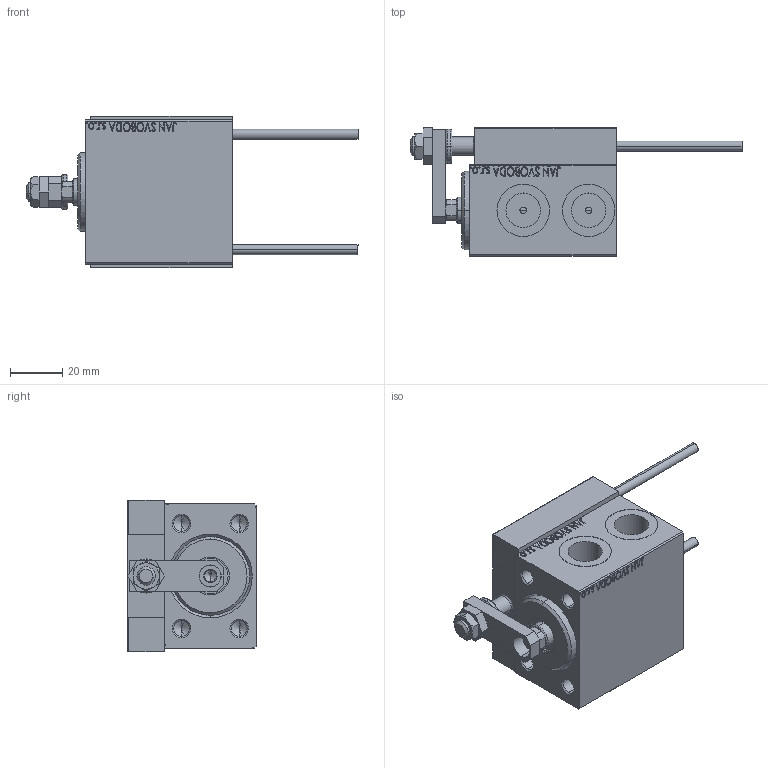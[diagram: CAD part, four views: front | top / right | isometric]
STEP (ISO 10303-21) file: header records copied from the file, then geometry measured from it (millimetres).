
FILE_DESCRIPTION (( 'STEP AP203' ), '1' );
FILE_NAME ('5ad4.STEP', '2021-03-19T08:25:44', ( '' ), ( '' ), 'SwSTEP 2.0', 'SolidWorks 2019', '' );
FILE_SCHEMA (( 'CONFIG_CONTROL_DESIGN' ));
Length unit declared in the file: millimetre
Products named in the file (16): 5ad4; MAGNET 5e1f06e26eeb043649bf92ed2a87b94a; ZARAZKA 5e1f06e26eeb043649bf92ed2a87b94a; V450CM_B 5e1f06e26eeb043649bf92ed2a87b94a; Block 5e1f06e26eeb043649bf92ed2a87b94a; V450CM_VC_B 5e1f06e26eeb043649bf92ed2a87b94a; NUT_D10 5e1f06e26eeb043649bf92ed2a87b94a; ALLEN BOLT D8 5e1f06e26eeb043649bf92ed2a87b94a; SWITCH X 5e1f06e26eeb043649bf92ed2a87b94a; SWITCH_X_FRONT_BACK 5e1f06e26eeb043649bf92ed2a87b94a; KONCOVKA 5e1f06e26eeb043649bf92ed2a87b94a; V450CM_B_VCP 5e1f06e26eeb043649bf92ed2a87b94a; SWITCH DIM B,W 5e1f06e26eeb043649bf92ed2a87b94a; ALLEN BOLT D5 5e1f06e26eeb043649bf92ed2a87b94a; TYC_L79 5e1f06e26eeb043649bf92ed2a87b94a; NUT_D12 5e1f06e26eeb043649bf92ed2a87b94a
Assembly tree (25 placements, depth 3):
  5ad4
    V450CM_B 5e1f06e26eeb043649bf92ed2a87b94a
    V450CM_B_VCP 5e1f06e26eeb043649bf92ed2a87b94a
    SWITCH X 5e1f06e26eeb043649bf92ed2a87b94a
      SWITCH_X_FRONT_BACK 5e1f06e26eeb043649bf92ed2a87b94a  x2
      TYC_L79 5e1f06e26eeb043649bf92ed2a87b94a
      Block 5e1f06e26eeb043649bf92ed2a87b94a  x2
      ALLEN BOLT D5 5e1f06e26eeb043649bf92ed2a87b94a  x4
      ALLEN BOLT D8 5e1f06e26eeb043649bf92ed2a87b94a  x4
      MAGNET 5e1f06e26eeb043649bf92ed2a87b94a  x2
      KONCOVKA 5e1f06e26eeb043649bf92ed2a87b94a  x2
    NUT_D10 5e1f06e26eeb043649bf92ed2a87b94a
    NUT_D12 5e1f06e26eeb043649bf92ed2a87b94a
    SWITCH DIM B,W 5e1f06e26eeb043649bf92ed2a87b94a
    ZARAZKA 5e1f06e26eeb043649bf92ed2a87b94a
    V450CM_VC_B 5e1f06e26eeb043649bf92ed2a87b94a
Bounding box: 126.7 x 49 x 58 mm (x, y, z)
Volume: 140457 mm3; surface area: 48731.3 mm2
Topology: 24 solids, 24 shells, 1335 faces, 3198 edges, 2026 vertices
Faces by surface type: plane 566, bspline 380, cylinder 196, cone 145, torus 44, sphere 4
Entity records: 51865 total; most frequent: CARTESIAN_POINT 26375, ORIENTED_EDGE 5384, DIRECTION 3695, EDGE_CURVE 2692, VERTEX_POINT 1750, LINE 1543, VECTOR 1543, EDGE_LOOP 1246
